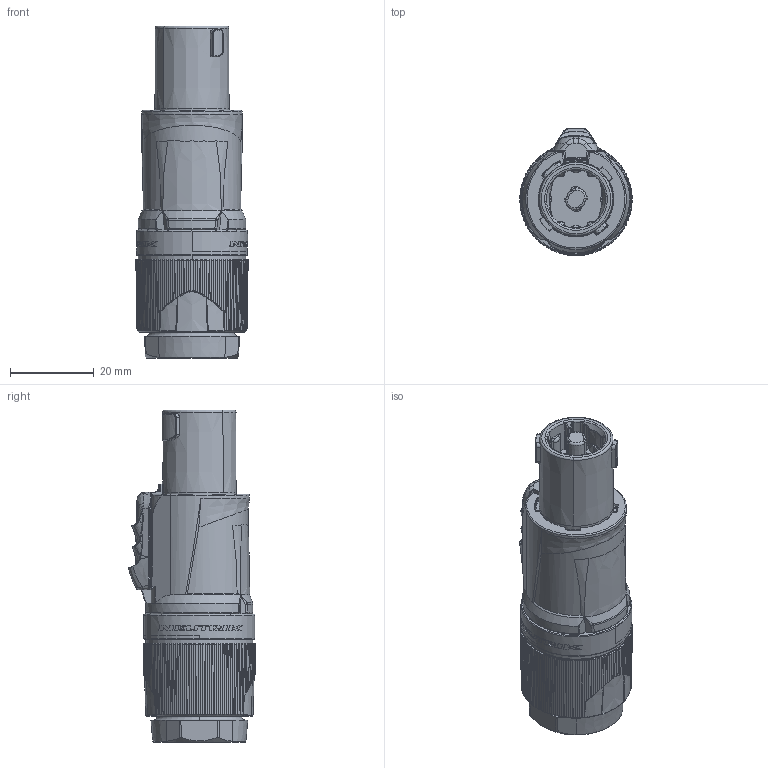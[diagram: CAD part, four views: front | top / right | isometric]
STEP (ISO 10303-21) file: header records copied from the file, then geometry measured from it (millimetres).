
FILE_DESCRIPTION((''),'2;1');
FILE_NAME('30010051','2022-11-04T10:37:04',('thomas.schmiedl'),(''),'CREO PARAMETRIC BY PTC INC, 2021184','CREO PARAMETRIC BY PTC INC, 2021184','');
FILE_SCHEMA(('CONFIG_CONTROL_DESIGN'));
Length unit declared in the file: millimetre
Products named in the file (1): 30010051
Bounding box: 26.83 x 30.34 x 79.25 mm (x, y, z)
Volume: 32793.3 mm3; surface area: 9067.7 mm2
Topology: 1 solids, 3 shells, 1879 faces, 4632 edges, 2787 vertices
Faces by surface type: plane 798, bspline 513, cone 187, cylinder 171, torus 127, sphere 46, extrusion 37
Entity records: 79252 total; most frequent: CARTESIAN_POINT 40395, ORIENTED_EDGE 9260, DIRECTION 6375, EDGE_CURVE 4630, VERTEX_POINT 2787, AXIS2_PLACEMENT_3D 2423, B_SPLINE_CURVE_WITH_KNOTS 2081, EDGE_LOOP 1915
